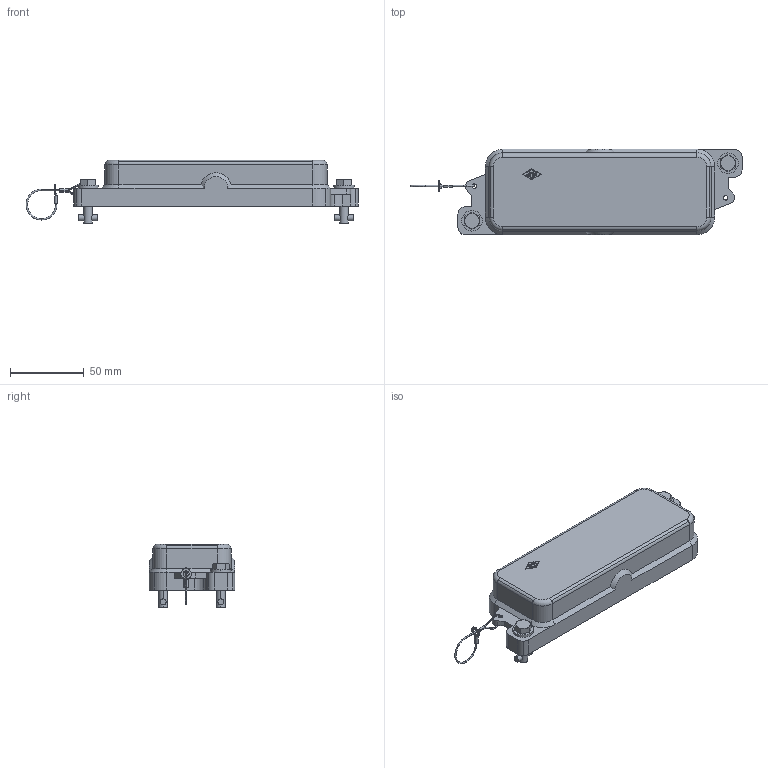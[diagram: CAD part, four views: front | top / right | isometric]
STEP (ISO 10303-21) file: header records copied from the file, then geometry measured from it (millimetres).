
FILE_DESCRIPTION((''),'2;1');
FILE_NAME('CGC 24 B.stp','2007-01-02T16:45:46',('gembarski'),(''),'Autodesk Inventor 7','Autodesk Inventor 7','');
FILE_SCHEMA(('AUTOMOTIVE_DESIGN { 1 0 10303 214 1 1 1 1 }'));
Length unit declared in the file: millimetre
Products named in the file (1): CGC 24 B
Bounding box: 225 x 58 x 43.1 mm (x, y, z)
Volume: 96548.8 mm3; surface area: 44453.3 mm2
Topology: 2 solids, 2 shells, 254 faces, 638 edges, 407 vertices
Faces by surface type: plane 114, cylinder 108, cone 18, torus 14
Entity records: 7775 total; most frequent: CARTESIAN_POINT 1519, DIRECTION 1361, ORIENTED_EDGE 1280, EDGE_CURVE 640, AXIS2_PLACEMENT_3D 509, VERTEX_POINT 407, VECTOR 343, LINE 343
